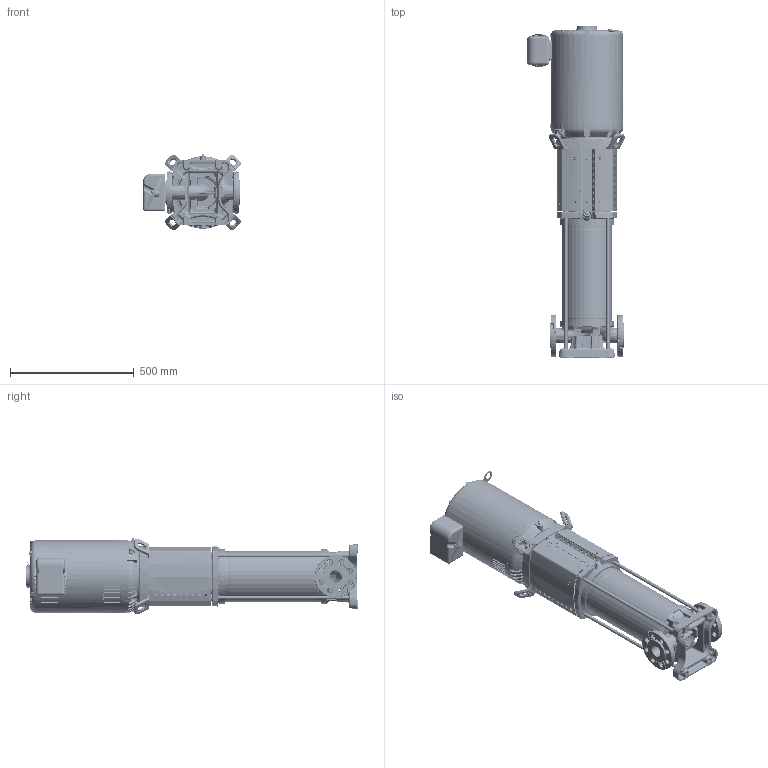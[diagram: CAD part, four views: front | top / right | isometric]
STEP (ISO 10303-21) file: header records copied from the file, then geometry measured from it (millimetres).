
FILE_DESCRIPTION(/* description */ (''),/* implementation_level */ '2;1');
FILE_NAME(/* name */ '2700873 - HELIX V110-07_1-1_A3_E_KS_H_20_3_Shrinkwrap_1.stp',/* time_stamp */ '2022-03-25T14:37:10-05:00',/* author */ ('faliszekte'),/* organization */ (''),/* preprocessor_version */ 'ST-DEVELOPER v18.1',/* originating_system */ 'Autodesk Inventor 2021',/* authorisation */ '');
FILE_SCHEMA (('AUTOMOTIVE_DESIGN { 1 0 10303 214 3 1 1 }'));
Length unit declared in the file: inch
Products named in the file (1): 2700873 - HELIX V110-07_1-1_A3_E_KS_H_20_3_Shrinkwrap_1
Bounding box: 394.15 x 1339.63 x 310.5 mm (x, y, z)
Volume: 888.3 mm3; surface area: 2677686.6 mm2
Topology: 2 solids, 71 shells, 5401 faces, 15885 edges, 10323 vertices
Faces by surface type: cylinder 1711, plane 1414, bspline 1182, cone 504, torus 498, sphere 92
Full cylindrical faces by diameter (mm): 0.833 x4, 2 x2, 4 x2, 4.5 x1, 4.918 x5, 6 x2, 8 x8, 9.525 x6, 10.25 x4, 13.208 x2, 14 x10, 14.376 x168, 16 x168, 16.662 x1, 17.5 x1, 18 x8, 18.64 x1, 20.813 x1, 28.067 x2, 31 x1, 47.6 x1, 61 x2, 88 x1, 99 x2, 110.3 x3, 114 x1, 119.6 x1, 200 x1, 203 x2, 204 x1
Entity records: 362634 total; most frequent: CARTESIAN_POINT 225964, ORIENTED_EDGE 28242, DIRECTION 25380, EDGE_CURVE 15789, VERTEX_POINT 10322, AXIS2_PLACEMENT_3D 9992, EDGE_LOOP 5770, FACE_OUTER_BOUND 5400
